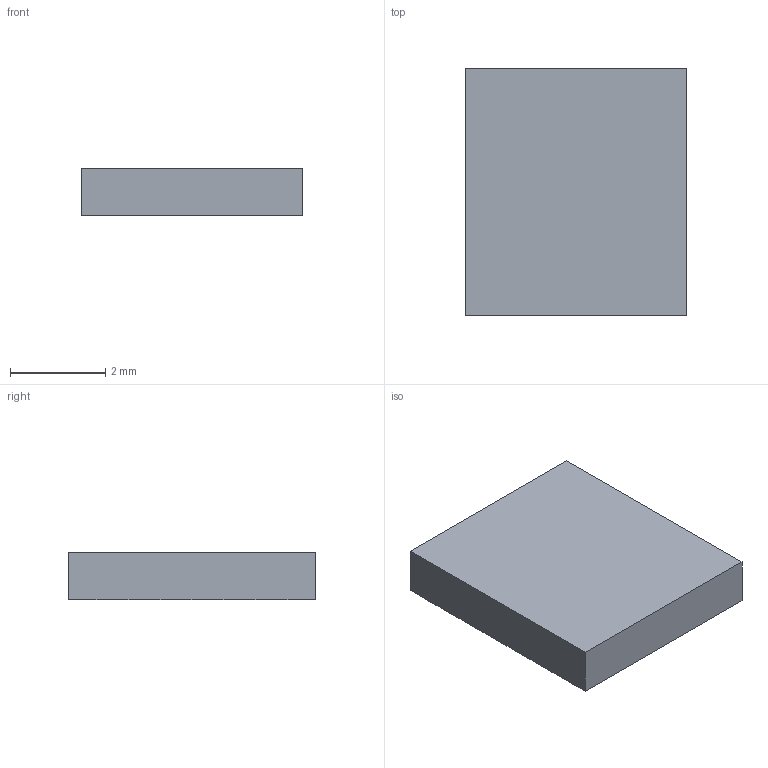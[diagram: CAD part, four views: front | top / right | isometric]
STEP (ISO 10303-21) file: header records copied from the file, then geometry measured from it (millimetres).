
FILE_DESCRIPTION(/* description */ (''),/* implementation_level */ '2;1');
FILE_NAME(/* name */ 'CA-IS2092A.step',/* time_stamp */ '2025-11-28T23:41:47+01:00',/* author */ (''),/* organization */ (''),/* preprocessor_version */ 'ST-DEVELOPER v20.1',/* originating_system */ 'Autodesk Translation Framework v14.21.0.0',/* authorisation */ '');
FILE_SCHEMA (('AUTOMOTIVE_DESIGN { 1 0 10303 214 3 1 1 }'));
Length unit declared in the file: millimetre
Products named in the file (1): CA-IS2092A
Bounding box: 4.65 x 5.2 x 1 mm (x, y, z)
Volume: 24.2 mm3; surface area: 68.1 mm2
Topology: 1 solids, 1 shells, 22 faces, 92 edges, 72 vertices
Faces by surface type: plane 22
Entity records: 1048 total; most frequent: CARTESIAN_POINT 187, ORIENTED_EDGE 184, DIRECTION 138, LINE 92, VECTOR 92, EDGE_CURVE 92, VERTEX_POINT 72, STYLED_ITEM 23
